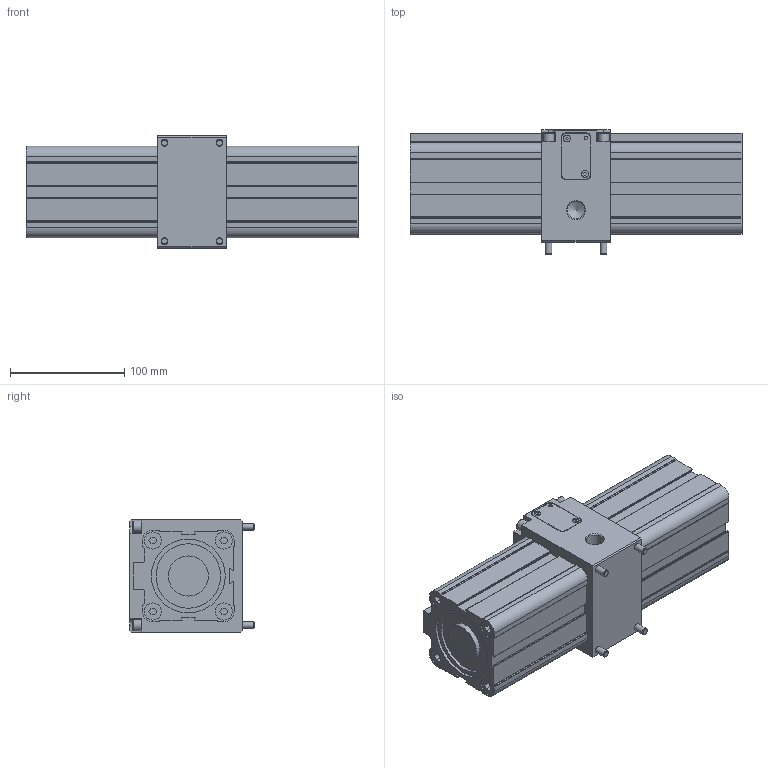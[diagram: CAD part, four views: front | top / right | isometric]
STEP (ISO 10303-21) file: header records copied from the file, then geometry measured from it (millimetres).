
FILE_DESCRIPTION( ( 'STEP AP214' ), ' ' );
FILE_NAME( '9002300.stp', '2017-03-02T09:51:47', ( '' ), ( '' ), ' ', 'PARTsolutions', ' ' );
FILE_SCHEMA( ( 'AUTOMOTIVE_DESIGN { 1 0 10303 214 1 1 1 1 }' ) );
Length unit declared in the file: millimetre
Products named in the file (1): _9002300
Bounding box: 290 x 108.4 x 98 mm (x, y, z)
Volume: 1973931.8 mm3; surface area: 133603.8 mm2
Topology: 1 solids, 1 shells, 402 faces, 1040 edges, 690 vertices
Faces by surface type: plane 268, cylinder 114, cone 16, torus 4
Full cylindrical faces by diameter (mm): 3 x2, 4.134 x2, 6 x8, 10 x4, 14.95 x4, 15 x8, 35 x2, 56.4 x2, 64.5 x2
Entity records: 15068 total; most frequent: CARTESIAN_POINT 2053, DIRECTION 2018, ORIENTED_EDGE 1940, EDGE_CURVE 970, LINE 728, VECTOR 728, VERTEX_POINT 680, AXIS2_PLACEMENT_3D 645
